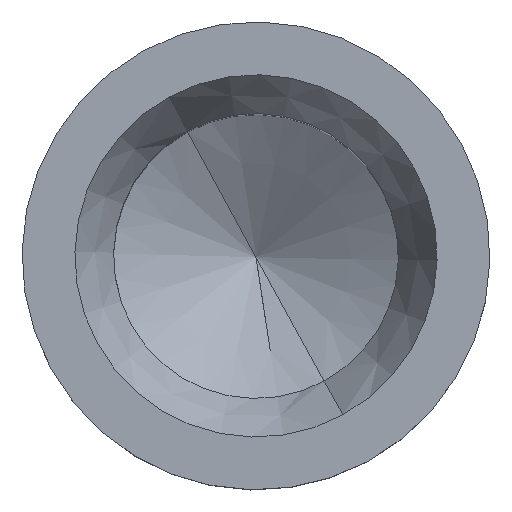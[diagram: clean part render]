
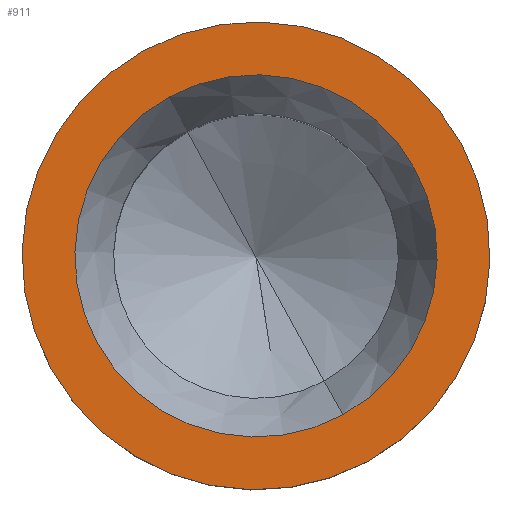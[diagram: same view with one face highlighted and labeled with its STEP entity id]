
A CAD part, top view. The second image highlights one B-rep face of the part: STEP entity #911.
In plain terms, the highlighted planar face has unit normal (0, 0, 1).
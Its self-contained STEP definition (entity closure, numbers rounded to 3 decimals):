
#320=AXIS2_PLACEMENT_3D('Circle Axis2P3D',#318,#319,$) ;
#339=AXIS2_PLACEMENT_3D('Circle Axis2P3D',#337,#338,$) ;
#379=AXIS2_PLACEMENT_3D('Circle Axis2P3D',#377,#378,$) ;
#396=AXIS2_PLACEMENT_3D('Circle Axis2P3D',#394,#395,$) ;
#901=AXIS2_PLACEMENT_3D('Plane Axis2P3D',#898,#899,#900) ;
#315=CARTESIAN_POINT('Vertex',(8.507,0.704,31.604)) ;
#318=CARTESIAN_POINT('Axis2P3D Location',(5.75,5.75,31.604)) ;
#322=CARTESIAN_POINT('Vertex',(2.993,10.796,31.604)) ;
#337=CARTESIAN_POINT('Axis2P3D Location',(5.75,5.75,31.604)) ;
#358=CARTESIAN_POINT('Vertex',(7.885,1.843,31.604)) ;
#374=CARTESIAN_POINT('Vertex',(3.615,9.657,31.604)) ;
#377=CARTESIAN_POINT('Axis2P3D Location',(5.75,5.75,31.604)) ;
#394=CARTESIAN_POINT('Axis2P3D Location',(5.75,5.75,31.604)) ;
#898=CARTESIAN_POINT('Axis2P3D Location',(5.75,11.5,31.604)) ;
#319=DIRECTION('Axis2P3D Direction',(0.,0.,1.)) ;
#338=DIRECTION('Axis2P3D Direction',(0.,0.,1.)) ;
#378=DIRECTION('Axis2P3D Direction',(0.,0.,1.)) ;
#395=DIRECTION('Axis2P3D Direction',(0.,0.,1.)) ;
#899=DIRECTION('Axis2P3D Direction',(0.,0.,1.)) ;
#900=DIRECTION('Axis2P3D XDirection',(1.,0.,0.)) ;
#904=ORIENTED_EDGE('',*,*,#341,.T.) ;
#905=ORIENTED_EDGE('',*,*,#324,.T.) ;
#908=ORIENTED_EDGE('',*,*,#381,.F.) ;
#909=ORIENTED_EDGE('',*,*,#398,.F.) ;
#910=FACE_BOUND('',#907,.T.) ;
#911=ADVANCED_FACE('Koerper.2',(#906,#910),#902,.T.) ;
#321=CIRCLE('generated circle',#320,5.75) ;
#340=CIRCLE('generated circle',#339,5.75) ;
#380=CIRCLE('generated circle',#379,4.452) ;
#397=CIRCLE('generated circle',#396,4.452) ;
#324=EDGE_CURVE('',#323,#316,#321,.T.) ;
#341=EDGE_CURVE('',#316,#323,#340,.T.) ;
#381=EDGE_CURVE('',#375,#359,#380,.T.) ;
#398=EDGE_CURVE('',#359,#375,#397,.T.) ;
#903=EDGE_LOOP('',(#904,#905)) ;
#907=EDGE_LOOP('',(#908,#909)) ;
#906=FACE_OUTER_BOUND('',#903,.T.) ;
#902=PLANE('',#901) ;
#316=VERTEX_POINT('',#315) ;
#323=VERTEX_POINT('',#322) ;
#359=VERTEX_POINT('',#358) ;
#375=VERTEX_POINT('',#374) ;
